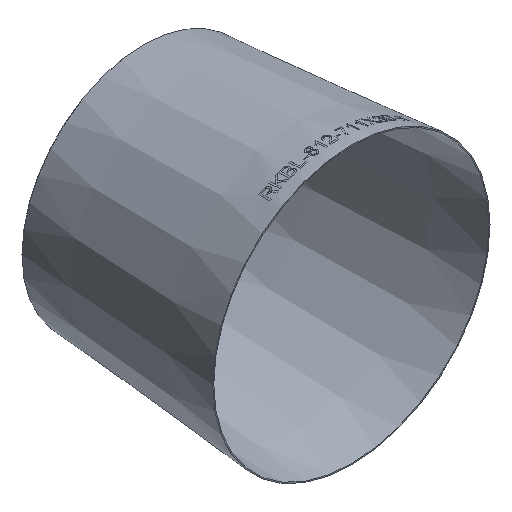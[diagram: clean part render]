
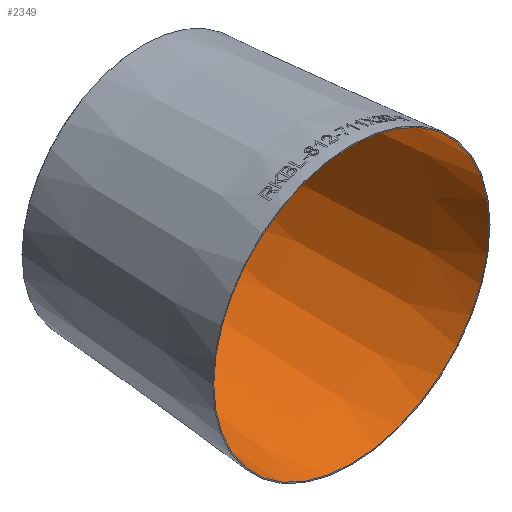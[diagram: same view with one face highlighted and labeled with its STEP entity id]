
A CAD part, isometric view. The second image highlights one B-rep face of the part: STEP entity #2349.
In plain terms, the highlighted conical face has half-angle 4.761 degrees and reference radius 403.39 mm.
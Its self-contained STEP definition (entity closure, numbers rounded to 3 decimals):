
#755 = DIRECTION ( 'NONE',  ( 0., 0., -1. ) ) ;
#1970 = CARTESIAN_POINT ( 'NONE',  ( 0., 0., -403.39 ) ) ;
#2349 = ADVANCED_FACE ( 'NONE', ( #7372, #4537 ), #4265, .F. ) ;
#4265 = CONICAL_SURFACE ( 'NONE', #32072, 403.39, 0.083 ) ;
#4453 = CIRCLE ( 'NONE', #11401, 403.39 ) ;
#4537 = FACE_OUTER_BOUND ( 'NONE', #33914, .T. ) ;
#7372 = FACE_BOUND ( 'NONE', #7587, .T. ) ;
#7587 = EDGE_LOOP ( 'NONE', ( #28795 ) ) ;
#7599 = DIRECTION ( 'NONE',  ( 0., -1., 0. ) ) ;
#9919 = ORIENTED_EDGE ( 'NONE', *, *, #26462, .T. ) ;
#10314 = AXIS2_PLACEMENT_3D ( 'NONE', #14028, #23421, #755 ) ;
#11401 = AXIS2_PLACEMENT_3D ( 'NONE', #22785, #12540, #42541 ) ;
#12540 = DIRECTION ( 'NONE',  ( 0., -1., 0. ) ) ;
#14028 = CARTESIAN_POINT ( 'NONE',  ( 0., 610., 0. ) ) ;
#15354 = EDGE_CURVE ( 'NONE', #31798, #31798, #38821, .T. ) ;
#19150 = VERTEX_POINT ( 'NONE', #1970 ) ;
#20658 = CARTESIAN_POINT ( 'NONE',  ( 0., 0., 0. ) ) ;
#22785 = CARTESIAN_POINT ( 'NONE',  ( 0., 0., 0. ) ) ;
#23421 = DIRECTION ( 'NONE',  ( 0., -1., 0. ) ) ;
#26109 = CARTESIAN_POINT ( 'NONE',  ( 0., 610., -352.59 ) ) ;
#26462 = EDGE_CURVE ( 'NONE', #19150, #19150, #4453, .T. ) ;
#28795 = ORIENTED_EDGE ( 'NONE', *, *, #15354, .F. ) ;
#31798 = VERTEX_POINT ( 'NONE', #26109 ) ;
#32072 = AXIS2_PLACEMENT_3D ( 'NONE', #20658, #7599, #40868 ) ;
#33914 = EDGE_LOOP ( 'NONE', ( #9919 ) ) ;
#38821 = CIRCLE ( 'NONE', #10314, 352.59 ) ;
#40868 = DIRECTION ( 'NONE',  ( 0., 0., -1. ) ) ;
#42541 = DIRECTION ( 'NONE',  ( 0., 0., -1. ) ) ;
